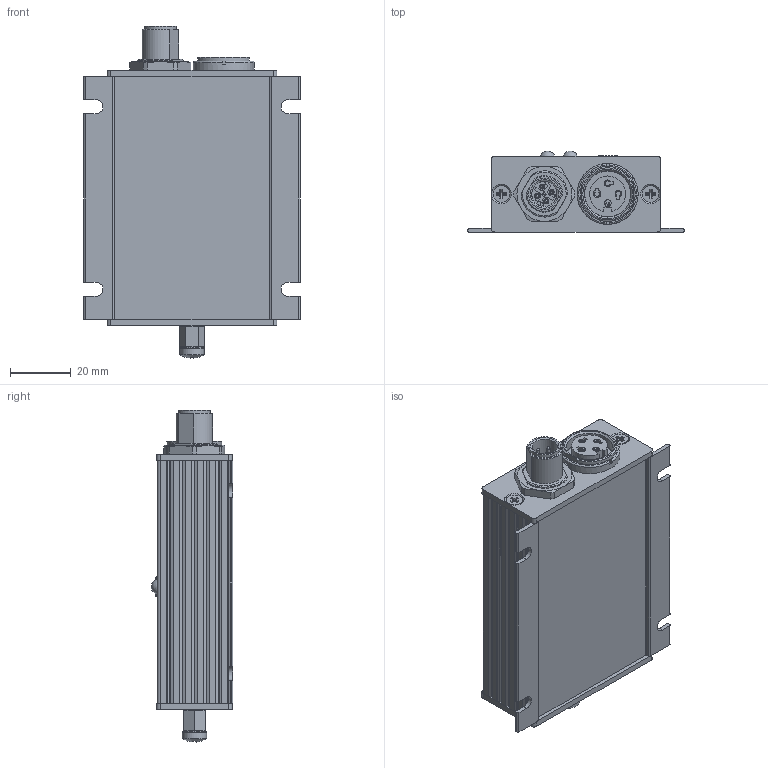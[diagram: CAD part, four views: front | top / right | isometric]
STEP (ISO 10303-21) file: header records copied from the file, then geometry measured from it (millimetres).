
FILE_DESCRIPTION(/* description */ (''),/* implementation_level */ '2;1');
FILE_NAME(/* name */ 'Schaltverstärker DLC-10.stp',/* time_stamp */ '2018-01-17T19:57:26+01:00',/* author */ ('kuttig'),/* organization */ (''),/* preprocessor_version */ 'ST-DEVELOPER v15.2',/* originating_system */ 'Autodesk Inventor 2014',/* authorisation */ '');
FILE_SCHEMA (('AUTOMOTIVE_DESIGN { 1 0 10303 214 3 1 1 }'));
Products named in the file (1): Schaltverstärker DLC-10
Bounding box: 71 x 26.8 x 109.06 mm (x, y, z)
Volume: 33691.9 mm3; surface area: 52477.1 mm2
Topology: 12 solids, 14 shells, 3478 faces, 9234 edges, 6031 vertices
Faces by surface type: plane 1613, bspline 1137, cylinder 524, sphere 71, torus 69, cone 64
Full cylindrical faces by diameter (mm): 0.314 x1, 0.77 x4, 0.97 x4, 1 x4, 1.05 x4, 2 x16, 2.25 x1, 3 x1, 3.242 x3, 3.5 x4, 4 x2, 4.3 x1, 5 x2, 5.5 x4, 6.5 x2, 7.7 x1, 8 x1, 8.3 x1, 10.4 x1, 11 x1, 13 x1, 13.85 x1, 15.1 x1, 15.188 x1, 15.6 x1, 18.1 x1, 20 x2
Entity records: 124715 total; most frequent: CARTESIAN_POINT 43146, ORIENTED_EDGE 18046, DIRECTION 12536, EDGE_CURVE 9023, VERTEX_POINT 5942, LINE 5328, VECTOR 5328, EDGE_LOOP 3869
